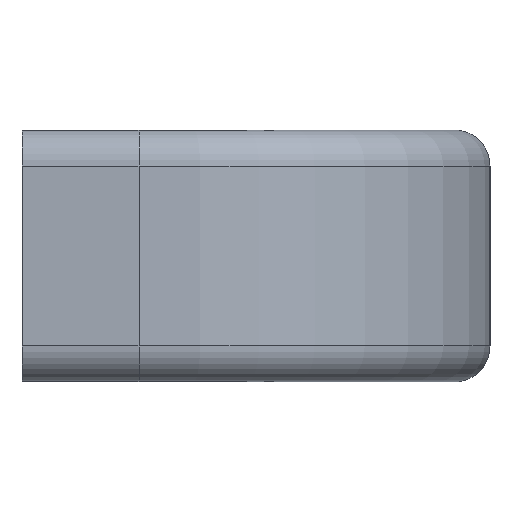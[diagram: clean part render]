
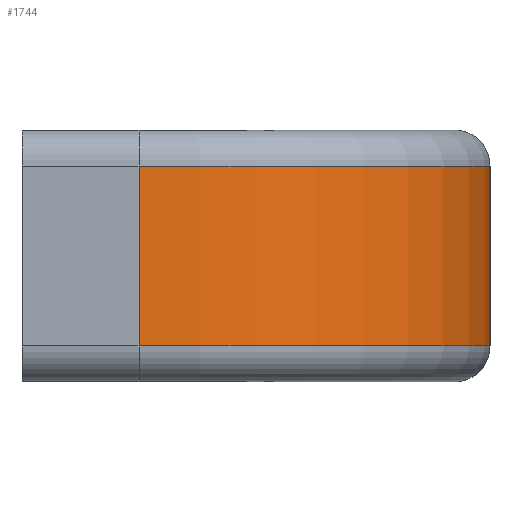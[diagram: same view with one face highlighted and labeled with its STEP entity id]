
A CAD part, left-side view. The second image highlights one B-rep face of the part: STEP entity #1744.
In plain terms, the highlighted cylindrical face has radius 39 mm (diameter 78 mm), a partial arc.
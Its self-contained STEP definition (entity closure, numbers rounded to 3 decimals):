
#892=CYLINDRICAL_SURFACE('',#1691,39.);
#912=CIRCLE('',#1642,39.);
#936=CIRCLE('',#1692,39.);
#1089=ORIENTED_EDGE('',*,*,#1321,.T.);
#1090=ORIENTED_EDGE('',*,*,#1320,.T.);
#1091=ORIENTED_EDGE('',*,*,#1267,.T.);
#1092=ORIENTED_EDGE('',*,*,#1322,.F.);
#1145=VECTOR('',#1593,1.);
#1146=VECTOR('',#1598,1.);
#1185=LINE('',#1914,#1145);
#1186=LINE('',#1917,#1146);
#1204=VERTEX_POINT('',#1800);
#1207=VERTEX_POINT('',#1807);
#1218=VERTEX_POINT('',#1836);
#1236=VERTEX_POINT('',#1910);
#1267=EDGE_CURVE('',#1204,#1207,#912,.T.);
#1320=EDGE_CURVE('',#1236,#1204,#1185,.T.);
#1321=EDGE_CURVE('',#1218,#1236,#936,.T.);
#1322=EDGE_CURVE('',#1218,#1207,#1186,.T.);
#1358=EDGE_LOOP('',(#1089,#1090,#1091,#1092));
#1400=FACE_BOUND('',#1358,.T.);
#1468=DIRECTION('',(0.,0.,-1.));
#1469=DIRECTION('',(0.,-39.,0.));
#1593=DIRECTION('',(0.,0.,20.));
#1594=DIRECTION('',(0.,0.,1.));
#1595=DIRECTION('',(0.,1.,0.));
#1596=DIRECTION('',(0.,0.,1.));
#1597=DIRECTION('',(-39.,0.,0.));
#1598=DIRECTION('',(0.,0.,20.));
#1642=AXIS2_PLACEMENT_3D('',#1809,#1468,#1469);
#1691=AXIS2_PLACEMENT_3D('',#1915,#1594,#1595);
#1692=AXIS2_PLACEMENT_3D('',#1916,#1596,#1597);
#1744=ADVANCED_FACE('',(#1400),#892,.T.);
#1800=CARTESIAN_POINT('',(-4.481,95.043,24.));
#1807=CARTESIAN_POINT('',(-43.481,134.043,24.));
#1809=CARTESIAN_POINT('',(-4.481,134.043,24.));
#1836=CARTESIAN_POINT('',(-43.481,134.043,4.));
#1910=CARTESIAN_POINT('',(-4.481,95.043,4.));
#1914=CARTESIAN_POINT('',(-4.481,95.043,4.));
#1915=CARTESIAN_POINT('',(-4.481,134.043,0.));
#1916=CARTESIAN_POINT('',(-4.481,134.043,4.));
#1917=CARTESIAN_POINT('',(-43.481,134.043,4.));
